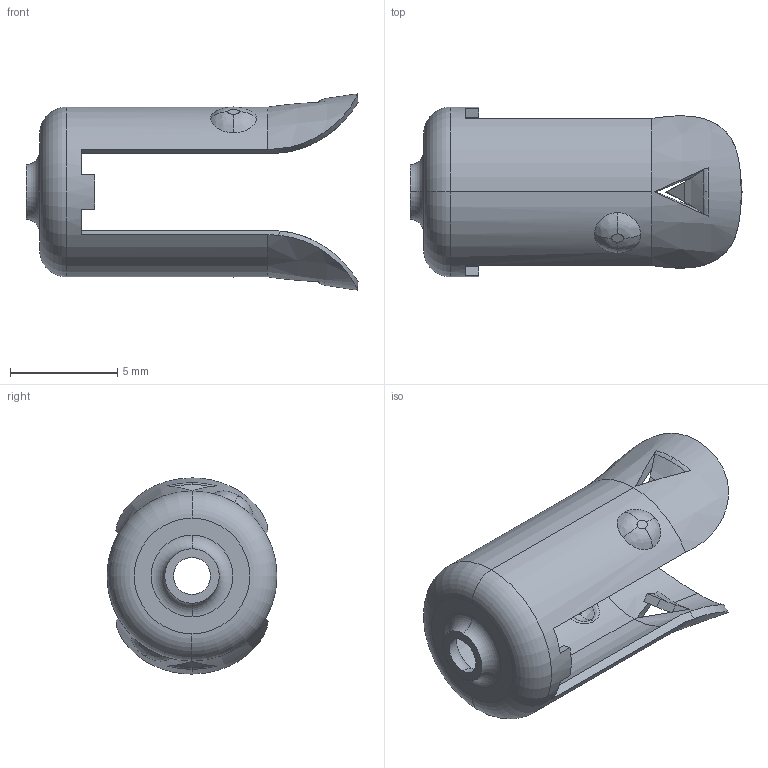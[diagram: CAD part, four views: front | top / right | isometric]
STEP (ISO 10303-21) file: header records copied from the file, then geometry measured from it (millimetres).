
FILE_DESCRIPTION (( 'STEP AP203' ), '1' );
FILE_NAME ('DT70-X.STEP', '2019-11-05T13:05:05', ( 'tempuser' ), ( 'Microsoft' ), 'SwSTEP 2.0', 'SolidWorks 2019', '' );
FILE_SCHEMA (( 'CONFIG_CONTROL_DESIGN' ));
Length unit declared in the file: inch
Products named in the file (1): DT70-X
Bounding box: 15.48 x 7.92 x 9.14 mm (x, y, z)
Volume: 111.1 mm3; surface area: 585.1 mm2
Topology: 1 solids, 1 shells, 98 faces, 256 edges, 163 vertices
Faces by surface type: bspline 44, plane 25, torus 12, cone 9, cylinder 8
Entity records: 4812 total; most frequent: CARTESIAN_POINT 2659, ORIENTED_EDGE 512, DIRECTION 315, EDGE_CURVE 256, VERTEX_POINT 163, AXIS2_PLACEMENT_3D 125, B_SPLINE_CURVE_WITH_KNOTS 121, EDGE_LOOP 107
